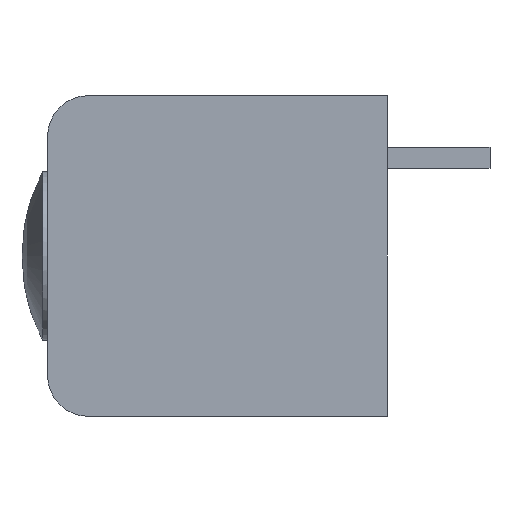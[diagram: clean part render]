
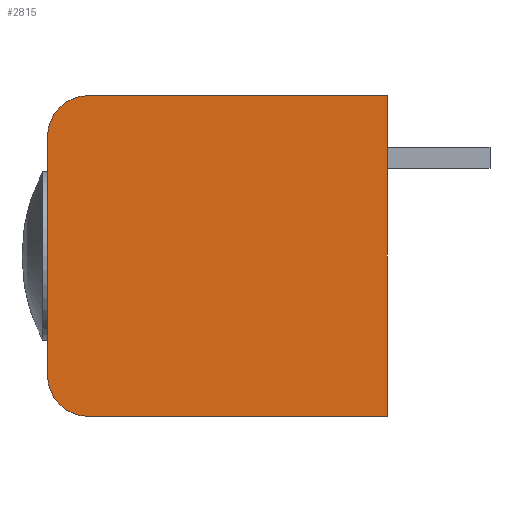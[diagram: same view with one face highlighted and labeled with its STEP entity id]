
A CAD part, left-side view. The second image highlights one B-rep face of the part: STEP entity #2815.
In plain terms, the highlighted planar face has unit normal (-1, 0, 0).
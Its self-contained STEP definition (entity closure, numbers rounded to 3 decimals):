
#208=DIRECTION('',(0.,1.,0.));
#209=VECTOR('',#208,11.862);
#210=CARTESIAN_POINT('',(-13.208,0.,0.));
#211=LINE('',#210,#209);
#212=DIRECTION('',(0.,0.,1.));
#213=VECTOR('',#212,12.7);
#214=CARTESIAN_POINT('',(-13.208,0.,-12.7));
#215=LINE('',#214,#213);
#216=DIRECTION('',(0.,-1.,0.));
#217=VECTOR('',#216,11.862);
#218=CARTESIAN_POINT('',(-13.208,11.862,-12.7));
#219=LINE('',#218,#217);
#220=CARTESIAN_POINT('',(-13.208,11.862,-11.1));
#221=DIRECTION('',(-1.,0.,0.));
#222=DIRECTION('',(0.,1.,0.));
#223=AXIS2_PLACEMENT_3D('',#220,#221,#222);
#225=DIRECTION('',(0.,0.,-1.));
#226=VECTOR('',#225,9.5);
#227=CARTESIAN_POINT('',(-13.208,13.462,-1.6));
#228=LINE('',#227,#226);
#229=CARTESIAN_POINT('',(-13.208,11.862,-1.6));
#230=DIRECTION('',(-1.,0.,0.));
#231=DIRECTION('',(0.,0.,1.));
#232=AXIS2_PLACEMENT_3D('',#229,#230,#231);
#2058=CARTESIAN_POINT('',(-13.208,0.,0.));
#2059=CARTESIAN_POINT('',(-13.208,11.862,0.));
#2060=VERTEX_POINT('',#2058);
#2061=VERTEX_POINT('',#2059);
#2062=CARTESIAN_POINT('',(-13.208,13.462,-1.6));
#2063=CARTESIAN_POINT('',(-13.208,13.462,-11.1));
#2064=VERTEX_POINT('',#2062);
#2065=VERTEX_POINT('',#2063);
#2066=CARTESIAN_POINT('',(-13.208,11.862,-12.7));
#2067=CARTESIAN_POINT('',(-13.208,0.,-12.7));
#2068=VERTEX_POINT('',#2066);
#2069=VERTEX_POINT('',#2067);
#2798=CARTESIAN_POINT('',(-13.208,0.,0.));
#2799=DIRECTION('',(-1.,0.,0.));
#2800=DIRECTION('',(0.,0.,1.));
#2801=AXIS2_PLACEMENT_3D('',#2798,#2799,#2800);
#2802=PLANE('',#2801);
#2803=ORIENTED_EDGE('',*,*,#2677,.F.);
#2805=ORIENTED_EDGE('',*,*,#2804,.F.);
#2807=ORIENTED_EDGE('',*,*,#2806,.F.);
#2809=ORIENTED_EDGE('',*,*,#2808,.F.);
#2811=ORIENTED_EDGE('',*,*,#2810,.F.);
#2812=ORIENTED_EDGE('',*,*,#2745,.F.);
#2813=EDGE_LOOP('',(#2803,#2805,#2807,#2809,#2811,#2812));
#2814=FACE_OUTER_BOUND('',#2813,.F.);
#2815=ADVANCED_FACE('',(#2814),#2802,.T.);
#224=CIRCLE('',#223,1.6);
#233=CIRCLE('',#232,1.6);
#2677=EDGE_CURVE('',#2060,#2061,#211,.T.);
#2745=EDGE_CURVE('',#2061,#2064,#233,.T.);
#2804=EDGE_CURVE('',#2069,#2060,#215,.T.);
#2806=EDGE_CURVE('',#2068,#2069,#219,.T.);
#2808=EDGE_CURVE('',#2065,#2068,#224,.T.);
#2810=EDGE_CURVE('',#2064,#2065,#228,.T.);
